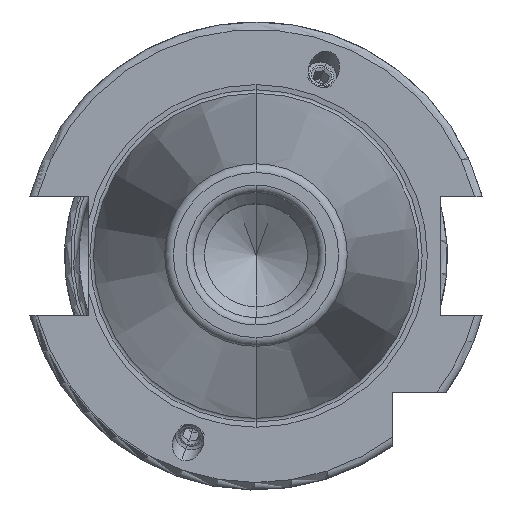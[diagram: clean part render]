
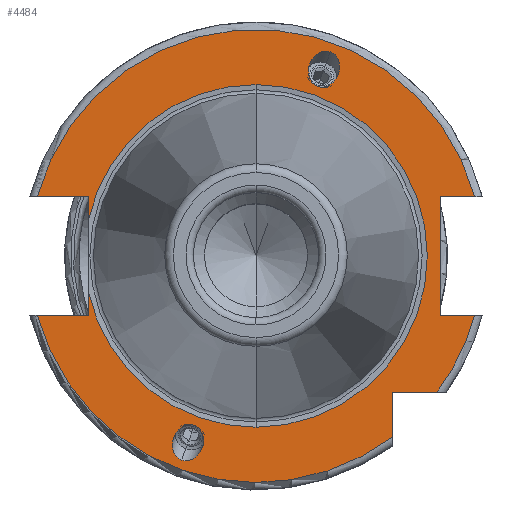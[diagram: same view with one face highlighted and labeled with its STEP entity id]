
A CAD part, top view. The second image highlights one B-rep face of the part: STEP entity #4484.
In plain terms, the highlighted planar face has unit normal (0, 0, 1).
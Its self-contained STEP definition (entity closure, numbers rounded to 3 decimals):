
#301=CARTESIAN_POINT('',(0,0,18.1));
#302=DIRECTION('',(0,0,1));
#303=DIRECTION('',(0,1,0));
#304=AXIS2_PLACEMENT_3D('',#301,#302,#303);
#314=CARTESIAN_POINT('',(0,0,18.1));
#315=DIRECTION('',(0,0,1));
#316=DIRECTION('',(-0.976,-0.22,0));
#317=AXIS2_PLACEMENT_3D('',#314,#315,#316);
#1174=DIRECTION('',(1,0,0));
#1175=VECTOR('',#1174,7.004);
#1176=CARTESIAN_POINT('',(-29.704,-8.05,18.1));
#1177=LINE('',#1176,#1175);
#1178=DIRECTION('',(0,1,0));
#1179=VECTOR('',#1178,2.939);
#1180=CARTESIAN_POINT('',(-22.7,-8.05,18.1));
#1181=LINE('',#1180,#1179);
#1182=DIRECTION('',(0,1,0));
#1183=VECTOR('',#1182,2.939);
#1184=CARTESIAN_POINT('',(-22.7,5.111,18.1));
#1185=LINE('',#1184,#1183);
#1186=DIRECTION('',(1,0,0));
#1187=VECTOR('',#1186,7.004);
#1188=CARTESIAN_POINT('',(-29.704,8.05,18.1));
#1189=LINE('',#1188,#1187);
#1190=DIRECTION('',(-1,0,0));
#1191=VECTOR('',#1190,4.704);
#1192=CARTESIAN_POINT('',(29.704,8.05,18.1));
#1193=LINE('',#1192,#1191);
#1194=DIRECTION('',(0,-1,0));
#1195=VECTOR('',#1194,16.1);
#1196=CARTESIAN_POINT('',(25,8.05,18.1));
#1197=LINE('',#1196,#1195);
#1198=DIRECTION('',(-1,0,0));
#1199=VECTOR('',#1198,4.704);
#1200=CARTESIAN_POINT('',(29.704,-8.05,18.1));
#1201=LINE('',#1200,#1199);
#1202=CARTESIAN_POINT('',(0,0,18.1));
#1203=DIRECTION('',(0,0,1));
#1204=DIRECTION('',(0.799,-0.601,0));
#1205=AXIS2_PLACEMENT_3D('',#1202,#1203,#1204);
#1207=DIRECTION('',(-1,0,0));
#1208=VECTOR('',#1207,6.094);
#1209=CARTESIAN_POINT('',(24.594,-18.5,18.1));
#1210=LINE('',#1209,#1208);
#1211=DIRECTION('',(0,1,0));
#1212=VECTOR('',#1211,6.094);
#1213=CARTESIAN_POINT('',(18.5,-24.594,18.1));
#1214=LINE('',#1213,#1212);
#1215=CARTESIAN_POINT('',(8.379,23.02,18.1));
#1216=CARTESIAN_POINT('',(8.152,23.103,18.1));
#1217=CARTESIAN_POINT('',(7.698,23.381,18.1));
#1218=CARTESIAN_POINT('',(7.208,24.17,18.1));
#1219=CARTESIAN_POINT('',(7.094,25.,18.1));
#1220=CARTESIAN_POINT('',(7.174,25.641,18.1));
#1221=CARTESIAN_POINT('',(7.298,26.077,18.1));
#1222=CARTESIAN_POINT('',(7.483,26.49,18.1));
#1223=CARTESIAN_POINT('',(7.834,27.033,18.1));
#1224=CARTESIAN_POINT('',(8.455,27.594,18.1));
#1225=CARTESIAN_POINT('',(9.337,27.884,18.1));
#1226=CARTESIAN_POINT('',(9.863,27.806,18.1));
#1227=CARTESIAN_POINT('',(10.09,27.723,18.1));
#1229=CARTESIAN_POINT('',(10.09,27.723,18.1));
#1230=CARTESIAN_POINT('',(10.318,27.641,18.1));
#1231=CARTESIAN_POINT('',(10.771,27.362,18.1));
#1232=CARTESIAN_POINT('',(11.261,26.573,18.1));
#1233=CARTESIAN_POINT('',(11.375,25.744,18.1));
#1234=CARTESIAN_POINT('',(11.295,25.103,18.1));
#1235=CARTESIAN_POINT('',(11.171,24.667,18.1));
#1236=CARTESIAN_POINT('',(10.986,24.253,18.1));
#1237=CARTESIAN_POINT('',(10.635,23.711,18.1));
#1238=CARTESIAN_POINT('',(10.014,23.149,18.1));
#1239=CARTESIAN_POINT('',(9.133,22.859,18.1));
#1240=CARTESIAN_POINT('',(8.606,22.937,18.1));
#1241=CARTESIAN_POINT('',(8.379,23.02,18.1));
#1243=CARTESIAN_POINT('',(-8.379,-23.02,18.1));
#1244=CARTESIAN_POINT('',(-8.606,-22.937,18.1));
#1245=CARTESIAN_POINT('',(-9.133,-22.859,18.1));
#1246=CARTESIAN_POINT('',(-10.014,-23.149,18.1));
#1247=CARTESIAN_POINT('',(-10.635,-23.711,18.1));
#1248=CARTESIAN_POINT('',(-10.986,-24.253,18.1));
#1249=CARTESIAN_POINT('',(-11.171,-24.667,18.1));
#1250=CARTESIAN_POINT('',(-11.295,-25.103,18.1));
#1251=CARTESIAN_POINT('',(-11.375,-25.744,18.1));
#1252=CARTESIAN_POINT('',(-11.261,-26.573,18.1));
#1253=CARTESIAN_POINT('',(-10.771,-27.362,18.1));
#1254=CARTESIAN_POINT('',(-10.318,-27.641,18.1));
#1255=CARTESIAN_POINT('',(-10.09,-27.723,18.1));
#1257=CARTESIAN_POINT('',(-10.09,-27.723,18.1));
#1258=CARTESIAN_POINT('',(-9.863,-27.806,18.1));
#1259=CARTESIAN_POINT('',(-9.337,-27.884,18.1));
#1260=CARTESIAN_POINT('',(-8.455,-27.594,18.1));
#1261=CARTESIAN_POINT('',(-7.834,-27.033,18.1));
#1262=CARTESIAN_POINT('',(-7.483,-26.49,18.1));
#1263=CARTESIAN_POINT('',(-7.298,-26.077,18.1));
#1264=CARTESIAN_POINT('',(-7.174,-25.641,18.1));
#1265=CARTESIAN_POINT('',(-7.094,-25.,18.1));
#1266=CARTESIAN_POINT('',(-7.208,-24.17,18.1));
#1267=CARTESIAN_POINT('',(-7.698,-23.381,18.1));
#1268=CARTESIAN_POINT('',(-8.152,-23.103,18.1));
#1269=CARTESIAN_POINT('',(-8.379,-23.02,18.1));
#1271=CARTESIAN_POINT('',(0,0,18.1));
#1272=DIRECTION('',(0,0,-1));
#1273=DIRECTION('',(0,1,0));
#1274=AXIS2_PLACEMENT_3D('',#1271,#1272,#1273);
#2181=CARTESIAN_POINT('',(0,0,18.1));
#2182=DIRECTION('',(0,0,1));
#2183=DIRECTION('',(0.965,0.262,0));
#2184=AXIS2_PLACEMENT_3D('',#2181,#2182,#2183);
#2232=CARTESIAN_POINT('',(0,0,18.1));
#2233=DIRECTION('',(0,0,1));
#2234=DIRECTION('',(-0.965,-0.262,0));
#2235=AXIS2_PLACEMENT_3D('',#2232,#2233,#2234);
#2908=CARTESIAN_POINT('',(-29.704,-8.05,18.1));
#2909=CARTESIAN_POINT('',(-22.7,-8.05,18.1));
#2910=VERTEX_POINT('',#2908);
#2911=VERTEX_POINT('',#2909);
#2912=CARTESIAN_POINT('',(-22.7,-5.111,18.1));
#2913=VERTEX_POINT('',#2912);
#2914=CARTESIAN_POINT('',(-22.7,5.111,18.1));
#2915=CARTESIAN_POINT('',(-22.7,8.05,18.1));
#2916=VERTEX_POINT('',#2914);
#2917=VERTEX_POINT('',#2915);
#2918=CARTESIAN_POINT('',(-29.704,8.05,18.1));
#2919=VERTEX_POINT('',#2918);
#2920=CARTESIAN_POINT('',(25,8.05,18.1));
#2921=CARTESIAN_POINT('',(25,-8.05,18.1));
#2922=VERTEX_POINT('',#2920);
#2923=VERTEX_POINT('',#2921);
#2924=CARTESIAN_POINT('',(29.704,-8.05,18.1));
#2925=VERTEX_POINT('',#2924);
#2926=CARTESIAN_POINT('',(29.704,8.05,18.1));
#2927=VERTEX_POINT('',#2926);
#2928=CARTESIAN_POINT('',(18.5,-24.594,18.1));
#2929=CARTESIAN_POINT('',(18.5,-18.5,18.1));
#2930=VERTEX_POINT('',#2928);
#2931=VERTEX_POINT('',#2929);
#2932=CARTESIAN_POINT('',(24.594,-18.5,18.1));
#2933=VERTEX_POINT('',#2932);
#2982=CARTESIAN_POINT('',(0,23.268,18.1));
#2983=VERTEX_POINT('',#2982);
#2984=CARTESIAN_POINT('',(0,-23.268,18.1));
#2985=VERTEX_POINT('',#2984);
#3026=CARTESIAN_POINT('',(8.379,23.02,18.1));
#3028=VERTEX_POINT('',#3026);
#3034=VERTEX_POINT('',#1227);
#3055=CARTESIAN_POINT('',(-8.379,-23.02,18.1));
#3057=VERTEX_POINT('',#3055);
#3063=CARTESIAN_POINT('',(-10.09,-27.723,18.1));
#3064=VERTEX_POINT('',#3063);
#4440=CARTESIAN_POINT('',(0,0,18.1));
#4441=DIRECTION('',(0,0,-1));
#4442=DIRECTION('',(0,-1,0));
#4443=AXIS2_PLACEMENT_3D('',#4440,#4441,#4442);
#4444=PLANE('',#4443);
#4445=ORIENTED_EDGE('',*,*,#4401,.T.);
#4446=ORIENTED_EDGE('',*,*,#3680,.T.);
#4447=ORIENTED_EDGE('',*,*,#3655,.T.);
#4449=ORIENTED_EDGE('',*,*,#4448,.F.);
#4450=ORIENTED_EDGE('',*,*,#3648,.T.);
#4451=ORIENTED_EDGE('',*,*,#3677,.T.);
#4453=ORIENTED_EDGE('',*,*,#4452,.F.);
#4455=ORIENTED_EDGE('',*,*,#4454,.F.);
#4457=ORIENTED_EDGE('',*,*,#4456,.T.);
#4459=ORIENTED_EDGE('',*,*,#4458,.T.);
#4461=ORIENTED_EDGE('',*,*,#4460,.F.);
#4463=ORIENTED_EDGE('',*,*,#4462,.F.);
#4465=ORIENTED_EDGE('',*,*,#4464,.T.);
#4467=ORIENTED_EDGE('',*,*,#4466,.F.);
#4469=ORIENTED_EDGE('',*,*,#4468,.F.);
#4470=EDGE_LOOP('',(#4445,#4446,#4447,#4449,#4450,#4451,#4453,#4455,#4457,#4459,
#4461,#4463,#4465,#4467,#4469));
#4471=FACE_OUTER_BOUND('',#4470,.F.);
#4473=ORIENTED_EDGE('',*,*,#4472,.F.);
#4475=ORIENTED_EDGE('',*,*,#4474,.F.);
#4476=EDGE_LOOP('',(#4473,#4475));
#4477=FACE_BOUND('',#4476,.F.);
#4479=ORIENTED_EDGE('',*,*,#4478,.T.);
#4481=ORIENTED_EDGE('',*,*,#4480,.T.);
#4482=EDGE_LOOP('',(#4479,#4481));
#4483=FACE_BOUND('',#4482,.F.);
#4484=ADVANCED_FACE('',(#4471,#4477,#4483),#4444,.F.);
#305=CIRCLE('',#304,23.268);
#318=CIRCLE('',#317,23.268);
#1206=CIRCLE('',#1205,30.775);
#1228=B_SPLINE_CURVE_WITH_KNOTS('',3,(#1215,#1216,#1217,#1218,#1219,#1220,#1221,
#1222,#1223,#1224,#1225,#1226,#1227),.UNSPECIFIED.,.F.,.F.,(4,1,1,1,1,1,1,1,1,1,
4),(0,0.125,0.25,0.375,0.438,0.5,0.563,0.625,0.75,0.875,
1.0),.UNSPECIFIED.);
#1242=B_SPLINE_CURVE_WITH_KNOTS('',3,(#1229,#1230,#1231,#1232,#1233,#1234,#1235,
#1236,#1237,#1238,#1239,#1240,#1241),.UNSPECIFIED.,.F.,.F.,(4,1,1,1,1,1,1,1,1,1,
4),(0,0.125,0.25,0.375,0.438,0.5,0.563,0.625,0.75,0.875,
1.0),.UNSPECIFIED.);
#1256=B_SPLINE_CURVE_WITH_KNOTS('',3,(#1243,#1244,#1245,#1246,#1247,#1248,#1249,
#1250,#1251,#1252,#1253,#1254,#1255),.UNSPECIFIED.,.F.,.F.,(4,1,1,1,1,1,1,1,1,1,
4),(0,0.125,0.25,0.375,0.438,0.5,0.563,0.625,0.75,0.875,
1.0),.UNSPECIFIED.);
#1270=B_SPLINE_CURVE_WITH_KNOTS('',3,(#1257,#1258,#1259,#1260,#1261,#1262,#1263,
#1264,#1265,#1266,#1267,#1268,#1269),.UNSPECIFIED.,.F.,.F.,(4,1,1,1,1,1,1,1,1,1,
4),(0,0.125,0.25,0.375,0.438,0.5,0.563,0.625,0.75,0.875,
1.0),.UNSPECIFIED.);
#1275=CIRCLE('',#1274,23.268);
#2185=CIRCLE('',#2184,30.775);
#2236=CIRCLE('',#2235,30.775);
#3648=EDGE_CURVE('',#2983,#2916,#305,.T.);
#3655=EDGE_CURVE('',#2913,#2985,#318,.T.);
#3677=EDGE_CURVE('',#2916,#2917,#1185,.T.);
#3680=EDGE_CURVE('',#2911,#2913,#1181,.T.);
#4401=EDGE_CURVE('',#2910,#2911,#1177,.T.);
#4448=EDGE_CURVE('',#2983,#2985,#1275,.T.);
#4452=EDGE_CURVE('',#2919,#2917,#1189,.T.);
#4454=EDGE_CURVE('',#2927,#2919,#2185,.T.);
#4456=EDGE_CURVE('',#2927,#2922,#1193,.T.);
#4458=EDGE_CURVE('',#2922,#2923,#1197,.T.);
#4460=EDGE_CURVE('',#2925,#2923,#1201,.T.);
#4462=EDGE_CURVE('',#2933,#2925,#1206,.T.);
#4464=EDGE_CURVE('',#2933,#2931,#1210,.T.);
#4466=EDGE_CURVE('',#2930,#2931,#1214,.T.);
#4468=EDGE_CURVE('',#2910,#2930,#2236,.T.);
#4472=EDGE_CURVE('',#3028,#3034,#1228,.T.);
#4474=EDGE_CURVE('',#3034,#3028,#1242,.T.);
#4478=EDGE_CURVE('',#3057,#3064,#1256,.T.);
#4480=EDGE_CURVE('',#3064,#3057,#1270,.T.);
